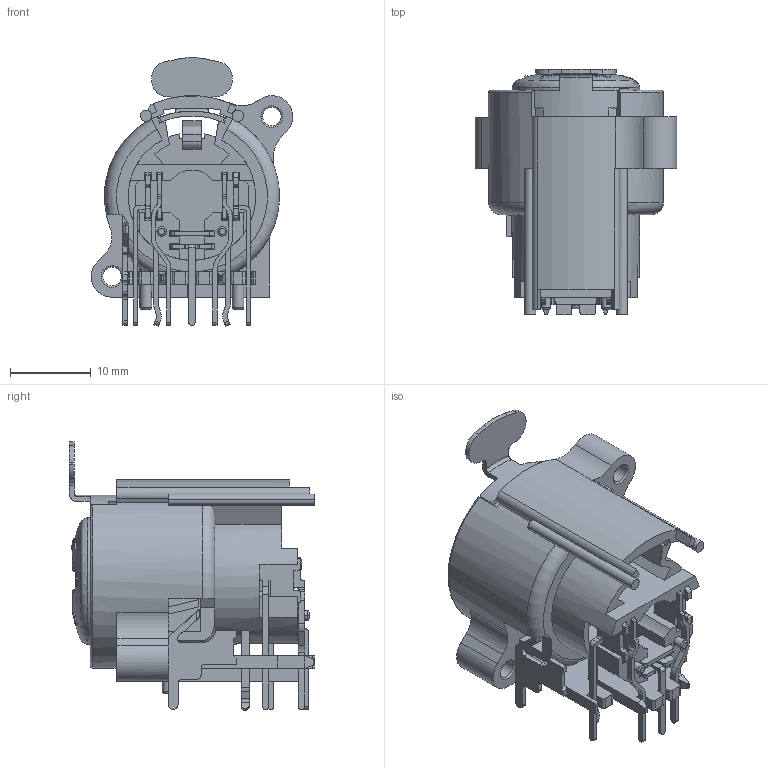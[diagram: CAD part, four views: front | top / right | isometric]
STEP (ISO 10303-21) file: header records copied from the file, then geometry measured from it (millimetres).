
FILE_DESCRIPTION((''),'2;1');
FILE_NAME('14','2021-08-28T15:37:59',('Administrator'),(''),'CREO PARAMETRIC BY PTC INC, 2016510','CREO PARAMETRIC BY PTC INC, 2016510','');
FILE_SCHEMA(('CONFIG_CONTROL_DESIGN','GEOMETRIC_VALIDATION_PROPERTIES_MIM'));
Length unit declared in the file: millimetre
Products named in the file (1): 14
Bounding box: 24.96 x 30.4 x 33.29 mm (x, y, z)
Volume: 6886.1 mm3; surface area: 6984.1 mm2
Topology: 3 solids, 3 shells, 1069 faces, 3041 edges, 2007 vertices
Faces by surface type: plane 768, cylinder 208, extrusion 35, torus 28, bspline 24, sphere 6
Entity records: 44579 total; most frequent: CARTESIAN_POINT 9674, ORIENTED_EDGE 6082, DIRECTION 5072, EDGE_CURVE 3041, VECTOR 2092, LINE 2057, VERTEX_POINT 2007, AXIS2_PLACEMENT_3D 1490
